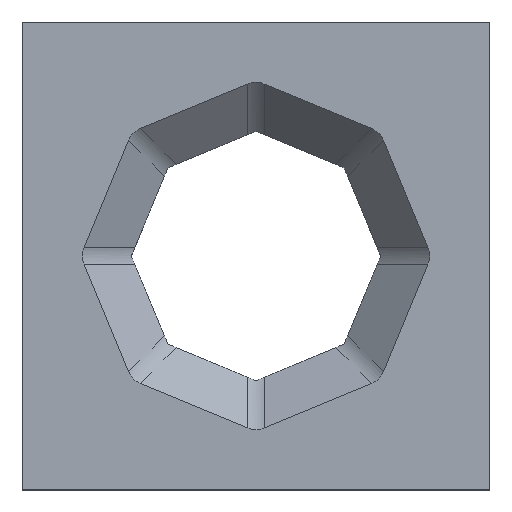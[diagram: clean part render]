
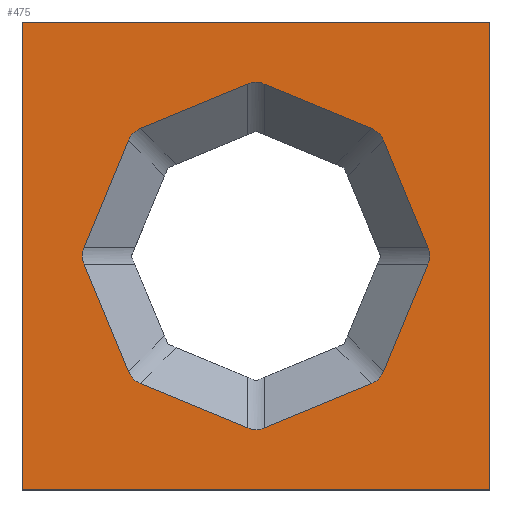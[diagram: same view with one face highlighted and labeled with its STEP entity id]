
A CAD part, top view. The second image highlights one B-rep face of the part: STEP entity #475.
In plain terms, the highlighted planar face has unit normal (0, 0, 1).
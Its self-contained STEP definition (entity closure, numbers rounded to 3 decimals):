
#131 = VERTEX_POINT('',#132);
#132 = CARTESIAN_POINT('',(0.541,11.023,
    0.));
#138 = EDGE_CURVE('',#139,#131,#141,.T.);
#139 = VERTEX_POINT('',#140);
#140 = CARTESIAN_POINT('',(-0.541,11.023,
    0.));
#141 = ELLIPSE('',#142,2.947,2.);
#142 = AXIS2_PLACEMENT_3D('',#143,#144,#145);
#143 = CARTESIAN_POINT('',(0.,8.186,
    0.));
#144 = DIRECTION('',(0.,0.,-1.));
#145 = DIRECTION('',(0.,1.,0.));
#297 = VERTEX_POINT('',#298);
#298 = CARTESIAN_POINT('',(-7.412,8.177,
    0.));
#304 = EDGE_CURVE('',#139,#297,#305,.T.);
#305 = LINE('',#306,#307);
#306 = CARTESIAN_POINT('',(-1.148,10.772,0.));
#307 = VECTOR('',#308,1.);
#308 = DIRECTION('',(-0.924,-0.383,0.));
#364 = VERTEX_POINT('',#365);
#365 = CARTESIAN_POINT('',(-8.177,7.412,
    0.));
#371 = EDGE_CURVE('',#297,#364,#372,.T.);
#372 = ELLIPSE('',#373,2.947,2.);
#373 = AXIS2_PLACEMENT_3D('',#374,#375,#376);
#374 = CARTESIAN_POINT('',(-5.788,5.788,
    0.));
#375 = DIRECTION('',(0.,0.,1.));
#376 = DIRECTION('',(-0.707,0.707,0.));
#432 = VERTEX_POINT('',#433);
#433 = CARTESIAN_POINT('',(8.177,7.412,
    0.));
#439 = EDGE_CURVE('',#440,#432,#442,.T.);
#440 = VERTEX_POINT('',#441);
#441 = CARTESIAN_POINT('',(7.412,8.177,
    0.));
#442 = ELLIPSE('',#443,2.947,2.);
#443 = AXIS2_PLACEMENT_3D('',#444,#445,#446);
#444 = CARTESIAN_POINT('',(5.788,5.788,
    0.));
#445 = DIRECTION('',(0.,0.,-1.));
#446 = DIRECTION('',(0.707,0.707,0.));
#464 = EDGE_CURVE('',#440,#131,#465,.T.);
#465 = LINE('',#466,#467);
#466 = CARTESIAN_POINT('',(6.805,8.428,0.));
#467 = VECTOR('',#468,1.);
#468 = DIRECTION('',(-0.924,0.383,0.));
#475 = ADVANCED_FACE('',(#476,#574),#608,.T.);
#476 = FACE_BOUND('',#477,.T.);
#477 = EDGE_LOOP('',(#478,#479,#480,#488,#497,#505,#514,#522,#531,#539,
    #548,#556,#565,#571,#572,#573));
#478 = ORIENTED_EDGE('',*,*,#464,.F.);
#479 = ORIENTED_EDGE('',*,*,#439,.T.);
#480 = ORIENTED_EDGE('',*,*,#481,.F.);
#481 = EDGE_CURVE('',#482,#432,#484,.T.);
#482 = VERTEX_POINT('',#483);
#483 = CARTESIAN_POINT('',(11.023,0.541,
    0.));
#484 = LINE('',#485,#486);
#485 = CARTESIAN_POINT('',(10.772,1.148,0.));
#486 = VECTOR('',#487,1.);
#487 = DIRECTION('',(-0.383,0.924,0.));
#488 = ORIENTED_EDGE('',*,*,#489,.T.);
#489 = EDGE_CURVE('',#482,#490,#492,.T.);
#490 = VERTEX_POINT('',#491);
#491 = CARTESIAN_POINT('',(11.023,-0.541,
    0.));
#492 = ELLIPSE('',#493,2.947,2.);
#493 = AXIS2_PLACEMENT_3D('',#494,#495,#496);
#494 = CARTESIAN_POINT('',(8.186,0.,
    0.));
#495 = DIRECTION('',(0.,0.,-1.));
#496 = DIRECTION('',(1.,0.,0.));
#497 = ORIENTED_EDGE('',*,*,#498,.F.);
#498 = EDGE_CURVE('',#499,#490,#501,.T.);
#499 = VERTEX_POINT('',#500);
#500 = CARTESIAN_POINT('',(8.177,-7.412,
    0.));
#501 = LINE('',#502,#503);
#502 = CARTESIAN_POINT('',(8.428,-6.805,0.));
#503 = VECTOR('',#504,1.);
#504 = DIRECTION('',(0.383,0.924,0.));
#505 = ORIENTED_EDGE('',*,*,#506,.T.);
#506 = EDGE_CURVE('',#499,#507,#509,.T.);
#507 = VERTEX_POINT('',#508);
#508 = CARTESIAN_POINT('',(7.412,-8.177,
    0.));
#509 = ELLIPSE('',#510,2.947,2.);
#510 = AXIS2_PLACEMENT_3D('',#511,#512,#513);
#511 = CARTESIAN_POINT('',(5.788,-5.788,0.));
#512 = DIRECTION('',(0.,-0.,-1.));
#513 = DIRECTION('',(0.707,-0.707,0.));
#514 = ORIENTED_EDGE('',*,*,#515,.F.);
#515 = EDGE_CURVE('',#516,#507,#518,.T.);
#516 = VERTEX_POINT('',#517);
#517 = CARTESIAN_POINT('',(0.541,-11.023,
    0.));
#518 = LINE('',#519,#520);
#519 = CARTESIAN_POINT('',(1.148,-10.772,0.));
#520 = VECTOR('',#521,1.);
#521 = DIRECTION('',(0.924,0.383,0.));
#522 = ORIENTED_EDGE('',*,*,#523,.T.);
#523 = EDGE_CURVE('',#516,#524,#526,.T.);
#524 = VERTEX_POINT('',#525);
#525 = CARTESIAN_POINT('',(-0.541,-11.023,
    0.));
#526 = ELLIPSE('',#527,2.947,2.);
#527 = AXIS2_PLACEMENT_3D('',#528,#529,#530);
#528 = CARTESIAN_POINT('',(0.,-8.186,0.));
#529 = DIRECTION('',(-0.,-0.,-1.));
#530 = DIRECTION('',(0.,-1.,0.));
#531 = ORIENTED_EDGE('',*,*,#532,.F.);
#532 = EDGE_CURVE('',#533,#524,#535,.T.);
#533 = VERTEX_POINT('',#534);
#534 = CARTESIAN_POINT('',(-7.412,-8.177,
    0.));
#535 = LINE('',#536,#537);
#536 = CARTESIAN_POINT('',(-6.805,-8.428,0.));
#537 = VECTOR('',#538,1.);
#538 = DIRECTION('',(0.924,-0.383,0.));
#539 = ORIENTED_EDGE('',*,*,#540,.F.);
#540 = EDGE_CURVE('',#541,#533,#543,.T.);
#541 = VERTEX_POINT('',#542);
#542 = CARTESIAN_POINT('',(-8.177,-7.412,
    0.));
#543 = ELLIPSE('',#544,2.947,2.);
#544 = AXIS2_PLACEMENT_3D('',#545,#546,#547);
#545 = CARTESIAN_POINT('',(-5.788,-5.788,
    0.));
#546 = DIRECTION('',(0.,0.,1.));
#547 = DIRECTION('',(-0.707,-0.707,0.));
#548 = ORIENTED_EDGE('',*,*,#549,.F.);
#549 = EDGE_CURVE('',#550,#541,#552,.T.);
#550 = VERTEX_POINT('',#551);
#551 = CARTESIAN_POINT('',(-11.023,-0.541,
    0.));
#552 = LINE('',#553,#554);
#553 = CARTESIAN_POINT('',(-10.772,-1.148,0.));
#554 = VECTOR('',#555,1.);
#555 = DIRECTION('',(0.383,-0.924,0.));
#556 = ORIENTED_EDGE('',*,*,#557,.F.);
#557 = EDGE_CURVE('',#558,#550,#560,.T.);
#558 = VERTEX_POINT('',#559);
#559 = CARTESIAN_POINT('',(-11.023,0.541,
    0.));
#560 = ELLIPSE('',#561,2.947,2.);
#561 = AXIS2_PLACEMENT_3D('',#562,#563,#564);
#562 = CARTESIAN_POINT('',(-8.186,0.,
    0.));
#563 = DIRECTION('',(0.,0.,1.));
#564 = DIRECTION('',(-1.,0.,0.));
#565 = ORIENTED_EDGE('',*,*,#566,.F.);
#566 = EDGE_CURVE('',#364,#558,#567,.T.);
#567 = LINE('',#568,#569);
#568 = CARTESIAN_POINT('',(-8.428,6.805,0.));
#569 = VECTOR('',#570,1.);
#570 = DIRECTION('',(-0.383,-0.924,0.));
#571 = ORIENTED_EDGE('',*,*,#371,.F.);
#572 = ORIENTED_EDGE('',*,*,#304,.F.);
#573 = ORIENTED_EDGE('',*,*,#138,.T.);
#574 = FACE_BOUND('',#575,.T.);
#575 = EDGE_LOOP('',(#576,#586,#594,#602));
#576 = ORIENTED_EDGE('',*,*,#577,.T.);
#577 = EDGE_CURVE('',#578,#580,#582,.T.);
#578 = VERTEX_POINT('',#579);
#579 = CARTESIAN_POINT('',(15.,-15.,0.));
#580 = VERTEX_POINT('',#581);
#581 = CARTESIAN_POINT('',(15.,15.,0.));
#582 = LINE('',#583,#584);
#583 = CARTESIAN_POINT('',(15.,-15.,0.));
#584 = VECTOR('',#585,1.);
#585 = DIRECTION('',(0.,1.,0.));
#586 = ORIENTED_EDGE('',*,*,#587,.T.);
#587 = EDGE_CURVE('',#580,#588,#590,.T.);
#588 = VERTEX_POINT('',#589);
#589 = CARTESIAN_POINT('',(-15.,15.,0.));
#590 = LINE('',#591,#592);
#591 = CARTESIAN_POINT('',(15.,15.,0.));
#592 = VECTOR('',#593,1.);
#593 = DIRECTION('',(-1.,0.,0.));
#594 = ORIENTED_EDGE('',*,*,#595,.T.);
#595 = EDGE_CURVE('',#588,#596,#598,.T.);
#596 = VERTEX_POINT('',#597);
#597 = CARTESIAN_POINT('',(-15.,-15.,0.));
#598 = LINE('',#599,#600);
#599 = CARTESIAN_POINT('',(-15.,15.,0.));
#600 = VECTOR('',#601,1.);
#601 = DIRECTION('',(0.,-1.,0.));
#602 = ORIENTED_EDGE('',*,*,#603,.T.);
#603 = EDGE_CURVE('',#596,#578,#604,.T.);
#604 = LINE('',#605,#606);
#605 = CARTESIAN_POINT('',(-15.,-15.,0.));
#606 = VECTOR('',#607,1.);
#607 = DIRECTION('',(1.,0.,0.));
#608 = PLANE('',#609);
#609 = AXIS2_PLACEMENT_3D('',#610,#611,#612);
#610 = CARTESIAN_POINT('',(0.,0.,0.));
#611 = DIRECTION('',(0.,0.,1.));
#612 = DIRECTION('',(1.,0.,0.));
